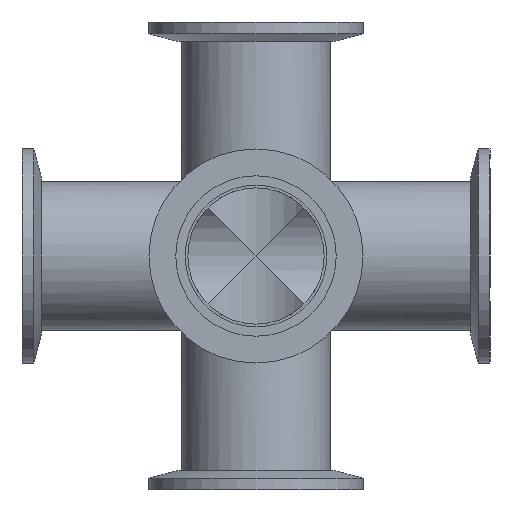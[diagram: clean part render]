
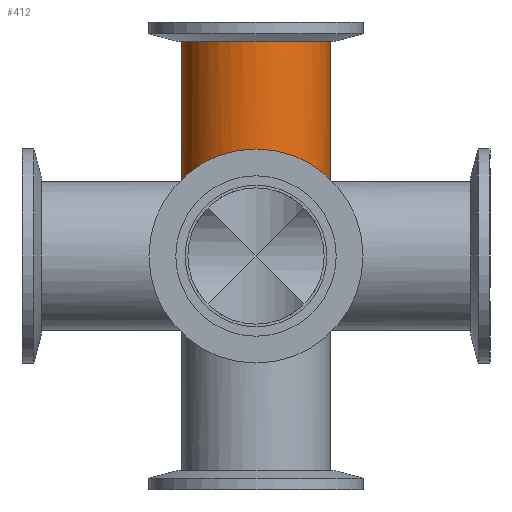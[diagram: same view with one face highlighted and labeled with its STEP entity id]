
A CAD part, left-side view. The second image highlights one B-rep face of the part: STEP entity #412.
In plain terms, the highlighted cylindrical face has radius 19.05 mm (diameter 38.1 mm), a full revolution.
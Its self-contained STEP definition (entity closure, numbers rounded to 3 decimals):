
#70=CIRCLE('',#509,19.05);
#92=CYLINDRICAL_SURFACE('',#508,19.05);
#101=FACE_OUTER_BOUND('',#123,.T.);
#123=EDGE_LOOP('',(#294,#295,#296,#297,#298,#299));
#152=LINE('',#756,#168);
#168=VECTOR('',#593,19.05);
#182=ELLIPSE('',#506,26.941,19.05);
#184=ELLIPSE('',#510,26.941,19.05);
#185=ELLIPSE('',#511,26.941,19.05);
#198=VERTEX_POINT('',#744);
#199=VERTEX_POINT('',#745);
#202=VERTEX_POINT('',#753);
#203=VERTEX_POINT('',#755);
#236=EDGE_CURVE('',#198,#199,#182,.T.);
#240=EDGE_CURVE('',#202,#202,#70,.T.);
#241=EDGE_CURVE('',#202,#203,#152,.T.);
#242=EDGE_CURVE('',#203,#198,#184,.T.);
#243=EDGE_CURVE('',#199,#203,#185,.T.);
#294=ORIENTED_EDGE('',*,*,#240,.F.);
#295=ORIENTED_EDGE('',*,*,#241,.T.);
#296=ORIENTED_EDGE('',*,*,#242,.T.);
#297=ORIENTED_EDGE('',*,*,#236,.T.);
#298=ORIENTED_EDGE('',*,*,#243,.T.);
#299=ORIENTED_EDGE('',*,*,#241,.F.);
#412=ADVANCED_FACE('',(#101),#92,.T.);
#506=AXIS2_PLACEMENT_3D('',#746,#583,#584);
#508=AXIS2_PLACEMENT_3D('',#752,#589,#590);
#509=AXIS2_PLACEMENT_3D('',#754,#591,#592);
#510=AXIS2_PLACEMENT_3D('',#757,#594,#595);
#511=AXIS2_PLACEMENT_3D('',#758,#596,#597);
#583=DIRECTION('center_axis',(0.707,0.,-0.707));
#584=DIRECTION('ref_axis',(-0.707,0.,-0.707));
#589=DIRECTION('center_axis',(0.,0.,-1.));
#590=DIRECTION('ref_axis',(-1.,0.,0.));
#591=DIRECTION('center_axis',(0.,0.,-1.));
#592=DIRECTION('ref_axis',(-1.,0.,0.));
#593=DIRECTION('',(0.,0.,1.));
#594=DIRECTION('center_axis',(0.,0.707,-0.707));
#595=DIRECTION('ref_axis',(0.,0.707,0.707));
#596=DIRECTION('center_axis',(0.,-0.707,
-0.707));
#597=DIRECTION('ref_axis',(0.,0.707,-0.707));
#744=CARTESIAN_POINT('',(-13.47,-13.47,-13.47));
#745=CARTESIAN_POINT('',(-13.47,13.47,-13.47));
#746=CARTESIAN_POINT('Origin',(0.,0.,0.));
#752=CARTESIAN_POINT('Origin',(0.,0.,0.));
#753=CARTESIAN_POINT('',(19.05,0.,-56.3));
#754=CARTESIAN_POINT('Origin',(0.,0.,-56.3));
#755=CARTESIAN_POINT('',(19.05,0.,0.));
#756=CARTESIAN_POINT('',(19.05,0.,0.));
#757=CARTESIAN_POINT('Origin',(0.,0.,0.));
#758=CARTESIAN_POINT('Origin',(0.,0.,0.));
